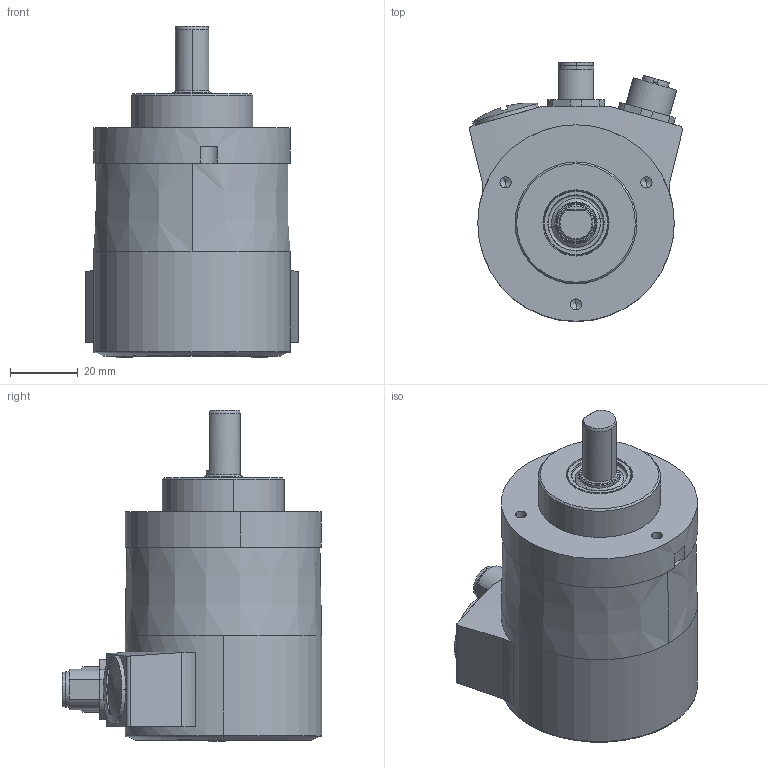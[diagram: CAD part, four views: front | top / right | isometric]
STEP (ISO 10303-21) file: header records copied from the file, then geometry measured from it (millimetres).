
FILE_DESCRIPTION((''),'2;1');
FILE_NAME('1075557-01','2013-06-19T',('SE2562'),(''),'PRO/ENGINEER BY PARAMETRIC TECHNOLOGY CORPORATION, 2011410','PRO/ENGINEER BY PARAMETRIC TECHNOLOGY CORPORATION, 2011410','');
FILE_SCHEMA(('CONFIG_CONTROL_DESIGN'));
Length unit declared in the file: millimetre
Products named in the file (1): 1075557-01
Bounding box: 62.91 x 76.5 x 98 mm (x, y, z)
Volume: 76324.2 mm3; surface area: 52715.6 mm2
Topology: 7 solids, 8 shells, 823 faces, 2093 edges, 1340 vertices
Faces by surface type: plane 325, cylinder 315, cone 136, torus 40, sphere 7
Entity records: 25824 total; most frequent: CARTESIAN_POINT 5510, DIRECTION 4453, ORIENTED_EDGE 4134, EDGE_CURVE 2067, AXIS2_PLACEMENT_3D 1736, VERTEX_POINT 1340, VECTOR 981, LINE 981
